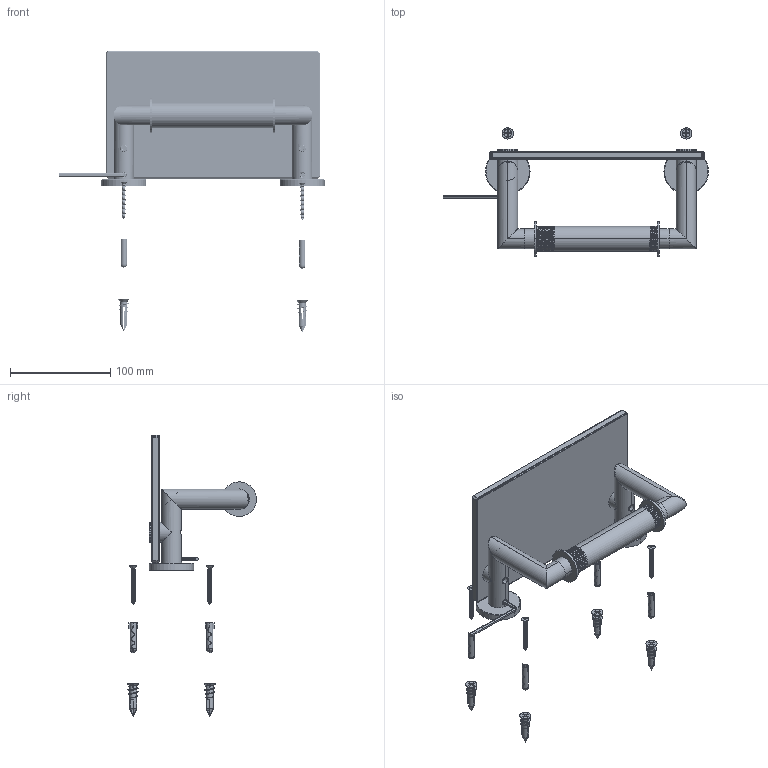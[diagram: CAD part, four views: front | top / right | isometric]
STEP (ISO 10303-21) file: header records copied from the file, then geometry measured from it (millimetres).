
FILE_DESCRIPTION((''),'2;1');
FILE_NAME('4627_ASM','2010-12-20T',('ravindrashirol'),(''),'PRO/ENGINEER BY PARAMETRIC TECHNOLOGY CORPORATION, 2009300','PRO/ENGINEER BY PARAMETRIC TECHNOLOGY CORPORATION, 2009300','');
FILE_SCHEMA(('CONFIG_CONTROL_DESIGN'));
Length unit declared in the file: inch
Products named in the file (24): 40392; 7-667; 7-669; 40376; 7-689_ASM; 40383; 91481; 92420; 7-672_ASM; 02XXG; 92274; 91479; 91460; 1-206_ASM; 92461; 10615; 80471; 92353; 92354; 80470; 80469; 80468; 2808T_ASM; 4627_ASM
Assembly tree (31 placements, depth 3):
  4627_ASM
    40392
    7-689_ASM
      7-667
      7-669
      40376  x2
    7-672_ASM  x2
      40383
      91481
      92420
    02XXG  x2
    1-206_ASM  x2
      92274
      91479
      91460
    92461  x2
    10615
    2808T_ASM
      80471
      92353
      92354
      80470
      80469
      80468
Bounding box: 264.03 x 128.28 x 280.89 mm (x, y, z)
Volume: 319696.8 mm3; surface area: 191488.6 mm2
Topology: 42 solids, 57 shells, 2198 faces, 5619 edges, 3538 vertices
Faces by surface type: plane 723, cylinder 690, torus 444, bspline 207, cone 118, sphere 8, extrusion 8
Entity records: 75125 total; most frequent: CARTESIAN_POINT 48362, ORIENTED_EDGE 5801, DIRECTION 4854, EDGE_CURVE 2938, VERTEX_POINT 1862, AXIS2_PLACEMENT_3D 1775, VECTOR 1304, LINE 1302
